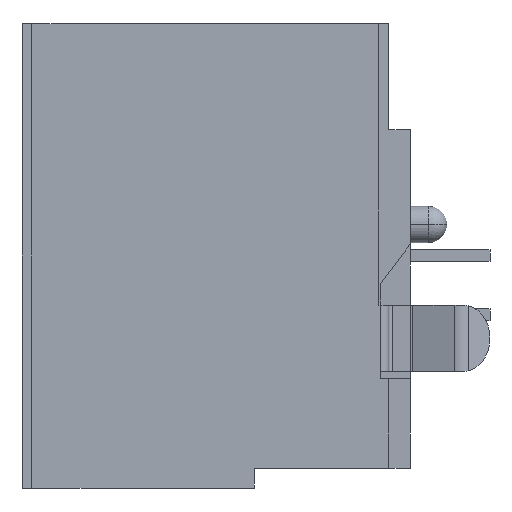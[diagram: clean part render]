
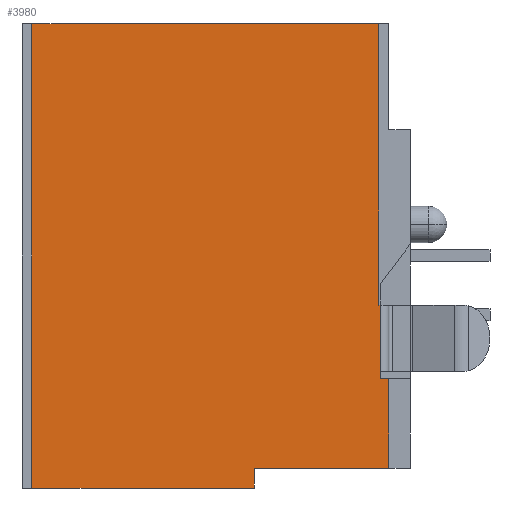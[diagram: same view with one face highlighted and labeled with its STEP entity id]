
A CAD part, left-side view. The second image highlights one B-rep face of the part: STEP entity #3980.
In plain terms, the highlighted planar face has unit normal (-1, 0, 0).
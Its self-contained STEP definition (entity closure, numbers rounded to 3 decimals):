
#2=DIRECTION('',(0.,0.,-1.));
#3=VECTOR('',#2,2.);
#4=CARTESIAN_POINT('',(-6.05,-5.28,-8.48));
#5=LINE('',#4,#3);
#6=DIRECTION('',(0.,0.,1.));
#7=VECTOR('',#6,0.215);
#8=CARTESIAN_POINT('',(-6.05,-5.28,-10.695));
#9=LINE('',#8,#7);
#10=DIRECTION('',(0.,1.,0.));
#11=VECTOR('',#10,0.25);
#12=CARTESIAN_POINT('',(-6.05,-5.53,-10.695));
#13=LINE('',#12,#11);
#14=DIRECTION('',(0.,0.,-1.));
#15=VECTOR('',#14,2.705);
#16=CARTESIAN_POINT('',(-6.05,-5.53,-10.695));
#17=LINE('',#16,#15);
#18=DIRECTION('',(0.,1.,0.));
#19=VECTOR('',#18,4.06);
#20=CARTESIAN_POINT('',(-6.05,-5.53,-13.4));
#21=LINE('',#20,#19);
#22=DIRECTION('',(0.,0.,-1.));
#23=VECTOR('',#22,0.6);
#24=CARTESIAN_POINT('',(-6.05,-1.47,-13.4));
#25=LINE('',#24,#23);
#26=DIRECTION('',(0.,1.,0.));
#27=VECTOR('',#26,6.7);
#28=CARTESIAN_POINT('',(-6.05,-1.47,-14.));
#29=LINE('',#28,#27);
#30=DIRECTION('',(0.,0.,-1.));
#31=VECTOR('',#30,14.);
#32=CARTESIAN_POINT('',(-6.05,5.23,0.));
#33=LINE('',#32,#31);
#34=DIRECTION('',(0.,-1.,0.));
#35=VECTOR('',#34,10.46);
#36=CARTESIAN_POINT('',(-6.05,5.23,0.));
#37=LINE('',#36,#35);
#38=DIRECTION('',(0.,0.,-1.));
#39=VECTOR('',#38,8.48);
#40=CARTESIAN_POINT('',(-6.05,-5.23,0.));
#41=LINE('',#40,#39);
#42=DIRECTION('',(0.,1.,0.));
#43=VECTOR('',#42,0.05);
#44=CARTESIAN_POINT('',(-6.05,-5.28,-8.48));
#45=LINE('',#44,#43);
#3474=CARTESIAN_POINT('',(-6.05,5.23,0.));
#3475=CARTESIAN_POINT('',(-6.05,5.23,-14.));
#3476=VERTEX_POINT('',#3474);
#3477=VERTEX_POINT('',#3475);
#3498=CARTESIAN_POINT('',(-6.05,-1.47,-14.));
#3499=VERTEX_POINT('',#3498);
#3502=CARTESIAN_POINT('',(-6.05,-5.23,0.));
#3503=CARTESIAN_POINT('',(-6.05,-5.23,-8.48));
#3504=VERTEX_POINT('',#3502);
#3505=VERTEX_POINT('',#3503);
#3530=CARTESIAN_POINT('',(-6.05,-5.53,-13.4));
#3531=CARTESIAN_POINT('',(-6.05,-1.47,-13.4));
#3532=VERTEX_POINT('',#3530);
#3533=VERTEX_POINT('',#3531);
#3761=CARTESIAN_POINT('',(-6.05,-5.28,-10.695));
#3762=VERTEX_POINT('',#3761);
#3763=CARTESIAN_POINT('',(-6.05,-5.53,-10.695));
#3764=VERTEX_POINT('',#3763);
#3823=CARTESIAN_POINT('',(-6.05,-5.28,-8.48));
#3824=CARTESIAN_POINT('',(-6.05,-5.28,-10.48));
#3825=VERTEX_POINT('',#3823);
#3826=VERTEX_POINT('',#3824);
#3951=CARTESIAN_POINT('',(-6.05,0.,0.));
#3952=DIRECTION('',(1.,0.,0.));
#3953=DIRECTION('',(0.,-1.,0.));
#3954=AXIS2_PLACEMENT_3D('',#3951,#3952,#3953);
#3955=PLANE('',#3954);
#3957=ORIENTED_EDGE('',*,*,#3956,.T.);
#3959=ORIENTED_EDGE('',*,*,#3958,.F.);
#3961=ORIENTED_EDGE('',*,*,#3960,.F.);
#3963=ORIENTED_EDGE('',*,*,#3962,.T.);
#3965=ORIENTED_EDGE('',*,*,#3964,.T.);
#3967=ORIENTED_EDGE('',*,*,#3966,.T.);
#3969=ORIENTED_EDGE('',*,*,#3968,.T.);
#3971=ORIENTED_EDGE('',*,*,#3970,.F.);
#3973=ORIENTED_EDGE('',*,*,#3972,.T.);
#3975=ORIENTED_EDGE('',*,*,#3974,.T.);
#3977=ORIENTED_EDGE('',*,*,#3976,.F.);
#3978=EDGE_LOOP('',(#3957,#3959,#3961,#3963,#3965,#3967,#3969,#3971,#3973,#3975,
#3977));
#3979=FACE_OUTER_BOUND('',#3978,.F.);
#3956=EDGE_CURVE('',#3825,#3826,#5,.T.);
#3958=EDGE_CURVE('',#3762,#3826,#9,.T.);
#3960=EDGE_CURVE('',#3764,#3762,#13,.T.);
#3962=EDGE_CURVE('',#3764,#3532,#17,.T.);
#3964=EDGE_CURVE('',#3532,#3533,#21,.T.);
#3966=EDGE_CURVE('',#3533,#3499,#25,.T.);
#3968=EDGE_CURVE('',#3499,#3477,#29,.T.);
#3970=EDGE_CURVE('',#3476,#3477,#33,.T.);
#3972=EDGE_CURVE('',#3476,#3504,#37,.T.);
#3974=EDGE_CURVE('',#3504,#3505,#41,.T.);
#3976=EDGE_CURVE('',#3825,#3505,#45,.T.);
#3980=ADVANCED_FACE('',(#3979),#3955,.F.);
